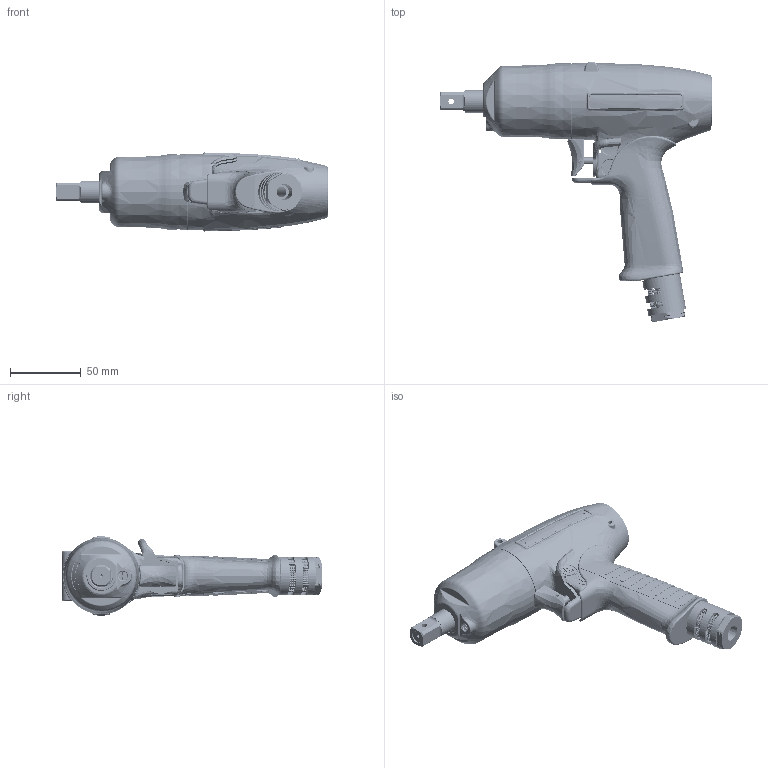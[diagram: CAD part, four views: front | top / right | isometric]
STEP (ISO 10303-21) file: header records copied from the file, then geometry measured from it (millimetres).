
FILE_DESCRIPTION((''),'2;1');
FILE_NAME('OBT-90PD_ASM','2019-02-20T',('Administrator'),(''),'PRO/ENGINEER BY PARAMETRIC TECHNOLOGY CORPORATION, 2010040','PRO/ENGINEER BY PARAMETRIC TECHNOLOGY CORPORATION, 2010040','');
FILE_SCHEMA(('CONFIG_CONTROL_DESIGN'));
Length unit declared in the file: millimetre
Products named in the file (14): 35240180220-BENTI; 35241810000_2; 90SHANGAIJIAGONG_2; LV_2; 35240310000_2; CHONGYANBANSHOU_2; XZ_2; GYBJ_2; PZ_2; JQ_2; LW_2; 35240120030_2; ASM0001_ASM_5_ASM; OBT-90PD_ASM
Assembly tree (13 placements, depth 3):
  OBT-90PD_ASM
    ASM0001_ASM_5_ASM
      35240180220-BENTI
      35241810000_2
      90SHANGAIJIAGONG_2
      LV_2
      35240310000_2
      CHONGYANBANSHOU_2
      XZ_2
      GYBJ_2
      PZ_2
      JQ_2
      LW_2
      35240120030_2
Bounding box: 192 x 183.92 x 56 mm (x, y, z)
Volume: 189578 mm3; surface area: 131606.6 mm2
Topology: 12 solids, 12 shells, 5046 faces, 14008 edges, 7660 vertices
Faces by surface type: cylinder 1879, torus 1382, bspline 961, plane 376, sphere 188, cone 138, extrusion 113, revolution 9
Entity records: 235782 total; most frequent: CARTESIAN_POINT 125743, ORIENTED_EDGE 27616, DIRECTION 16986, EDGE_CURVE 13808, B_SPLINE_CURVE_WITH_KNOTS 8167, VERTEX_POINT 7658, AXIS2_PLACEMENT_3D 7099, EDGE_LOOP 5144
